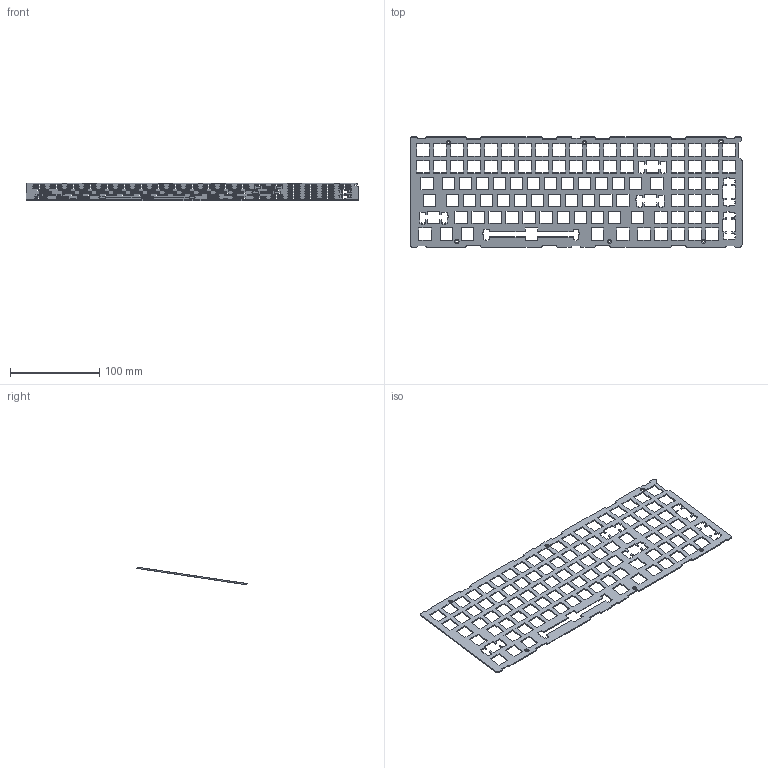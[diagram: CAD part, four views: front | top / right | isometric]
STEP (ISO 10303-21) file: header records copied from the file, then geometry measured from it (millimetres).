
FILE_DESCRIPTION(('STEP AP203'),'1');
FILE_NAME('switch-plate-kira.stp','2018-12-20T04:24:26',(' '),(' '),'Spatial InterOp 3D',' ',' ');
FILE_SCHEMA(('CONFIG_CONTROL_DESIGN'));
Length unit declared in the file: millimetre
Products named in the file (2): PLATE-SWITCH-3832__ASM_2_ASM; PLATE-SWITCH-21536__14
Assembly tree (1 placements, depth 2):
  PLATE-SWITCH-3832__ASM_2_ASM
    PLATE-SWITCH-21536__14
Bounding box: 372 x 123.34 x 19.79 mm (x, y, z)
Volume: 34719.7 mm3; surface area: 59679.2 mm2
Topology: 1 solids, 1 shells, 713 faces, 2135 edges, 1424 vertices
Faces by surface type: plane 653, cylinder 48, cone 12
Entity records: 24208 total; most frequent: CARTESIAN_POINT 4357, ORIENTED_EDGE 4270, DIRECTION 3674, EDGE_CURVE 2135, LINE 2008, VECTOR 2008, VERTEX_POINT 1424, EDGE_LOOP 923
